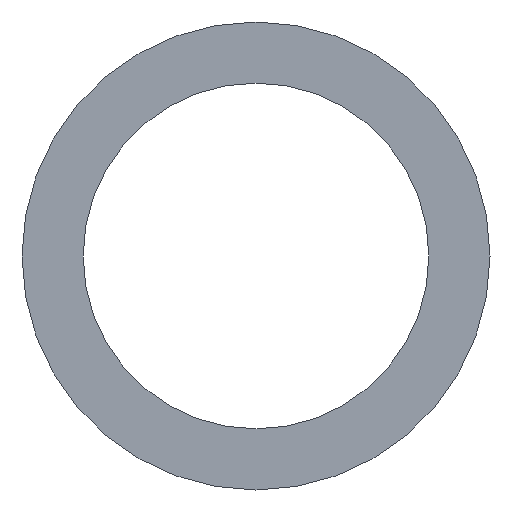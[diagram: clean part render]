
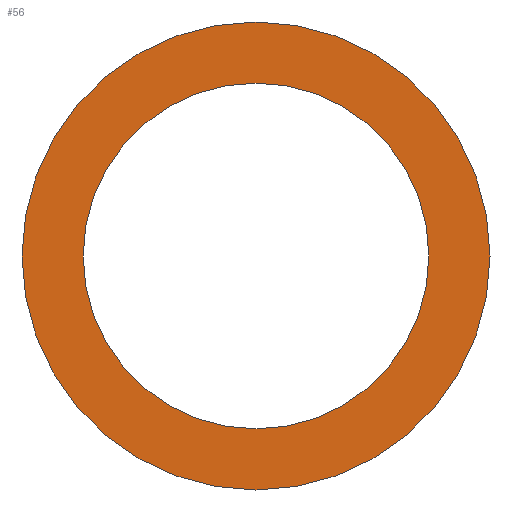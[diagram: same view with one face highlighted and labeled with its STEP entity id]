
A CAD part, front view. The second image highlights one B-rep face of the part: STEP entity #56.
In plain terms, the highlighted planar face has unit normal (0, -1, 0).
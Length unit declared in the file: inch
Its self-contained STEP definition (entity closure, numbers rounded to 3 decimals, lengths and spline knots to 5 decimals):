
#15=PLANE('',#70);
#18=FACE_BOUND('',#28,.T.);
#22=FACE_OUTER_BOUND('',#27,.T.);
#27=EDGE_LOOP('',(#47));
#28=EDGE_LOOP('',(#48));
#33=CIRCLE('',#68,1.1);
#35=CIRCLE('',#71,0.8125);
#37=VERTEX_POINT('',#95);
#39=VERTEX_POINT('',#100);
#41=EDGE_CURVE('',#37,#37,#33,.T.);
#43=EDGE_CURVE('',#39,#39,#35,.T.);
#47=ORIENTED_EDGE('',*,*,#41,.T.);
#48=ORIENTED_EDGE('',*,*,#43,.F.);
#56=ADVANCED_FACE('',(#22,#18),#15,.T.);
#68=AXIS2_PLACEMENT_3D('',#96,#79,#80);
#70=AXIS2_PLACEMENT_3D('',#99,#83,#84);
#71=AXIS2_PLACEMENT_3D('',#101,#85,#86);
#79=DIRECTION('center_axis',(0.,-1.,0.));
#80=DIRECTION('ref_axis',(1.,0.,0.));
#83=DIRECTION('center_axis',(0.,-1.,0.));
#84=DIRECTION('ref_axis',(0.,0.,-1.));
#85=DIRECTION('center_axis',(0.,-1.,0.));
#86=DIRECTION('ref_axis',(1.,0.,0.));
#95=CARTESIAN_POINT('',(1.1,0.,0.));
#96=CARTESIAN_POINT('Origin',(0.,0.,0.));
#99=CARTESIAN_POINT('Origin',(0.95625,0.,0.));
#100=CARTESIAN_POINT('',(0.8125,0.,0.));
#101=CARTESIAN_POINT('Origin',(0.,0.,0.));
